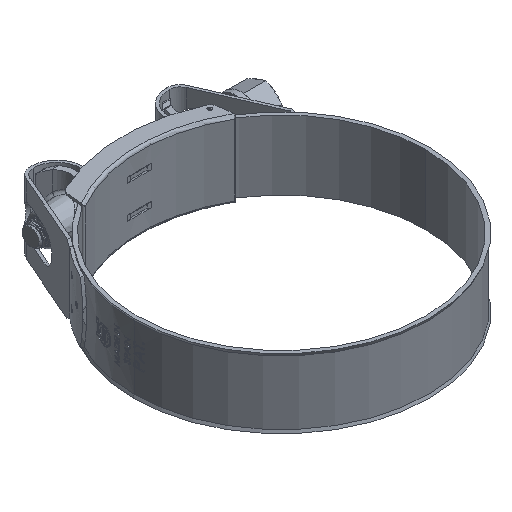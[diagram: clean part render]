
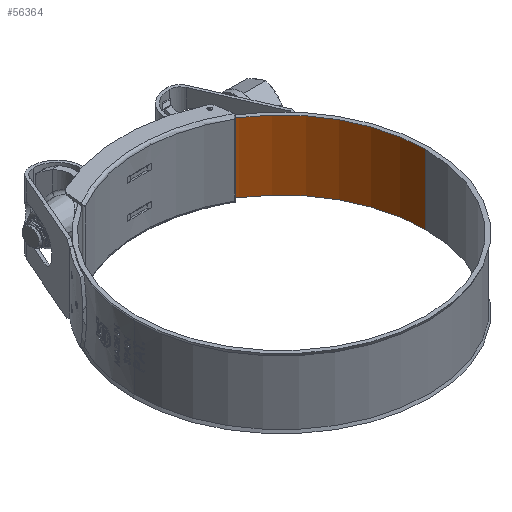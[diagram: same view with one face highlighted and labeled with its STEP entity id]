
A CAD part, isometric view. The second image highlights one B-rep face of the part: STEP entity #56364.
In plain terms, the highlighted cylindrical face has radius 52 mm (diameter 104 mm), a partial arc.
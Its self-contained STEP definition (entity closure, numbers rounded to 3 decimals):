
#1397 = DIRECTION ( 'NONE',  ( 0., 0., -1. ) ) ;
#4994 = EDGE_CURVE ( 'NONE', #5074, #19516, #64817, .T. ) ;
#5074 = VERTEX_POINT ( 'NONE', #6921 ) ;
#6921 = CARTESIAN_POINT ( 'NONE',  ( 20.715, 47.696, -25. ) ) ;
#8756 = CARTESIAN_POINT ( 'NONE',  ( 0., 0., -25. ) ) ;
#11935 = FACE_OUTER_BOUND ( 'NONE', #12295, .T. ) ;
#12295 = EDGE_LOOP ( 'NONE', ( #60281, #35515, #52505, #20882 ) ) ;
#17190 = AXIS2_PLACEMENT_3D ( 'NONE', #64788, #1397, #70326 ) ;
#19467 = VERTEX_POINT ( 'NONE', #71539 ) ;
#19516 = VERTEX_POINT ( 'NONE', #71800 ) ;
#19876 = AXIS2_PLACEMENT_3D ( 'NONE', #8756, #60511, #31798 ) ;
#20882 = ORIENTED_EDGE ( 'NONE', *, *, #4994, .F. ) ;
#26862 = DIRECTION ( 'NONE',  ( 0., 0., 1. ) ) ;
#30222 = CARTESIAN_POINT ( 'NONE',  ( 20.715, 47.696, -25. ) ) ;
#31798 = DIRECTION ( 'NONE',  ( 1., 0., 0. ) ) ;
#32122 = CARTESIAN_POINT ( 'NONE',  ( 52., 0., -25. ) ) ;
#35047 = DIRECTION ( 'NONE',  ( 0., 0., 1. ) ) ;
#35515 = ORIENTED_EDGE ( 'NONE', *, *, #68250, .T. ) ;
#37528 = EDGE_CURVE ( 'NONE', #19516, #49236, #38378, .T. ) ;
#38378 = CIRCLE ( 'NONE', #17190, 52. ) ;
#46165 = EDGE_CURVE ( 'NONE', #5074, #19467, #65611, .T. ) ;
#46751 = VECTOR ( 'NONE', #35047, 1000. ) ;
#48599 = LINE ( 'NONE', #32122, #60351 ) ;
#48818 = AXIS2_PLACEMENT_3D ( 'NONE', #54547, #26862, #61119 ) ;
#49236 = VERTEX_POINT ( 'NONE', #57921 ) ;
#52505 = ORIENTED_EDGE ( 'NONE', *, *, #37528, .F. ) ;
#54547 = CARTESIAN_POINT ( 'NONE',  ( 0., 0., -25. ) ) ;
#55119 = CYLINDRICAL_SURFACE ( 'NONE', #48818, 52. ) ;
#56364 = ADVANCED_FACE ( 'NONE', ( #11935 ), #55119, .F. ) ;
#57921 = CARTESIAN_POINT ( 'NONE',  ( 52., 0., 0. ) ) ;
#60281 = ORIENTED_EDGE ( 'NONE', *, *, #46165, .T. ) ;
#60351 = VECTOR ( 'NONE', #72404, 1000. ) ;
#60511 = DIRECTION ( 'NONE',  ( 0., 0., -1. ) ) ;
#61119 = DIRECTION ( 'NONE',  ( 1., 0., 0. ) ) ;
#64788 = CARTESIAN_POINT ( 'NONE',  ( 0., 0., 0. ) ) ;
#64817 = LINE ( 'NONE', #30222, #46751 ) ;
#65611 = CIRCLE ( 'NONE', #19876, 52. ) ;
#68250 = EDGE_CURVE ( 'NONE', #19467, #49236, #48599, .T. ) ;
#70326 = DIRECTION ( 'NONE',  ( 1., 0., 0. ) ) ;
#71539 = CARTESIAN_POINT ( 'NONE',  ( 52., 0., -25. ) ) ;
#71800 = CARTESIAN_POINT ( 'NONE',  ( 20.715, 47.696, 0. ) ) ;
#72404 = DIRECTION ( 'NONE',  ( 0., 0., 1. ) ) ;
